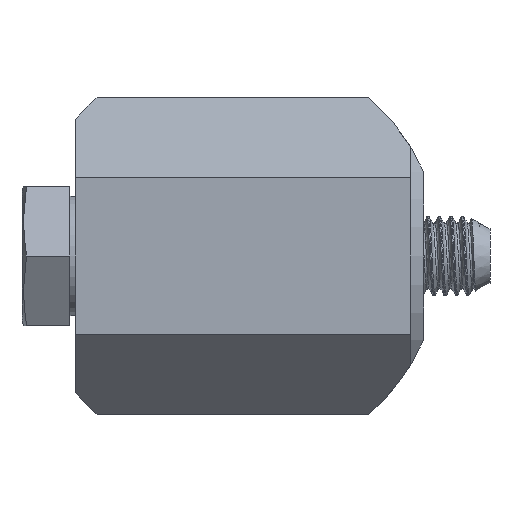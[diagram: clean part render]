
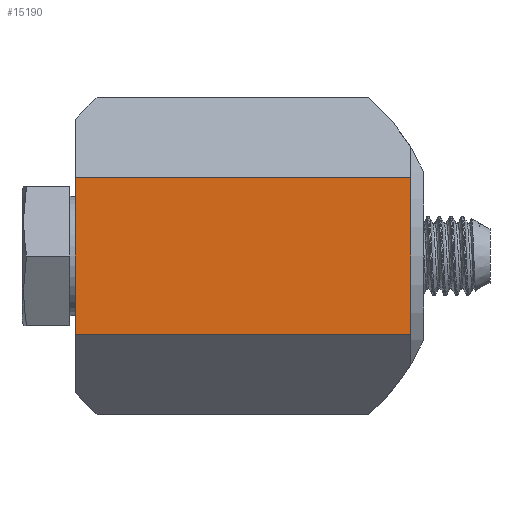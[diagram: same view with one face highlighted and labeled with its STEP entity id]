
A CAD part, left-side view. The second image highlights one B-rep face of the part: STEP entity #15190.
In plain terms, the highlighted planar face has unit normal (-1, 0, 0).
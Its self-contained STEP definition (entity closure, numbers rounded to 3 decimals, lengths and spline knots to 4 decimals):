
#337=PLANE('',#16540);
#1511=FACE_OUTER_BOUND('',#2312,.T.);
#2312=EDGE_LOOP('',(#13454,#13455,#13456,#13457));
#3740=LINE('',#50050,#3891);
#3743=LINE('',#50061,#3894);
#3744=LINE('',#50062,#3895);
#3745=LINE('',#50063,#3896);
#3891=VECTOR('',#19272,0.3937);
#3894=VECTOR('',#19281,0.3937);
#3895=VECTOR('',#19282,0.3937);
#3896=VECTOR('',#19283,0.3937);
#6341=VERTEX_POINT('',#50047);
#6342=VERTEX_POINT('',#50049);
#6346=VERTEX_POINT('',#50059);
#6347=VERTEX_POINT('',#50060);
#8736=EDGE_CURVE('',#6341,#6342,#3740,.T.);
#8741=EDGE_CURVE('',#6346,#6347,#3743,.T.);
#8742=EDGE_CURVE('',#6342,#6347,#3744,.T.);
#8743=EDGE_CURVE('',#6346,#6341,#3745,.T.);
#13454=ORIENTED_EDGE('',*,*,#8741,.T.);
#13455=ORIENTED_EDGE('',*,*,#8742,.F.);
#13456=ORIENTED_EDGE('',*,*,#8736,.F.);
#13457=ORIENTED_EDGE('',*,*,#8743,.F.);
#15190=ADVANCED_FACE('',(#1511),#337,.T.);
#16540=AXIS2_PLACEMENT_3D('',#50058,#19279,#19280);
#19272=DIRECTION('',(0.,0.,1.));
#19279=DIRECTION('center_axis',(-1.,0.,0.));
#19280=DIRECTION('ref_axis',(0.,0.,
1.));
#19281=DIRECTION('',(0.,0.,1.));
#19282=DIRECTION('',(0.,-1.,0.));
#19283=DIRECTION('',(0.,1.,0.));
#50047=CARTESIAN_POINT('',(-0.971,1.09,-0.245));
#50049=CARTESIAN_POINT('',(-0.971,1.09,0.245));
#50050=CARTESIAN_POINT('',(-0.971,1.09,0.495));
#50058=CARTESIAN_POINT('Origin',(-0.971,0.,-0.495));
#50059=CARTESIAN_POINT('',(-0.971,0.04,-0.245));
#50060=CARTESIAN_POINT('',(-0.971,0.04,0.245));
#50061=CARTESIAN_POINT('',(-0.971,0.04,-0.2475));
#50062=CARTESIAN_POINT('',(-0.971,0.,0.245));
#50063=CARTESIAN_POINT('',(-0.971,0.,-0.245));
